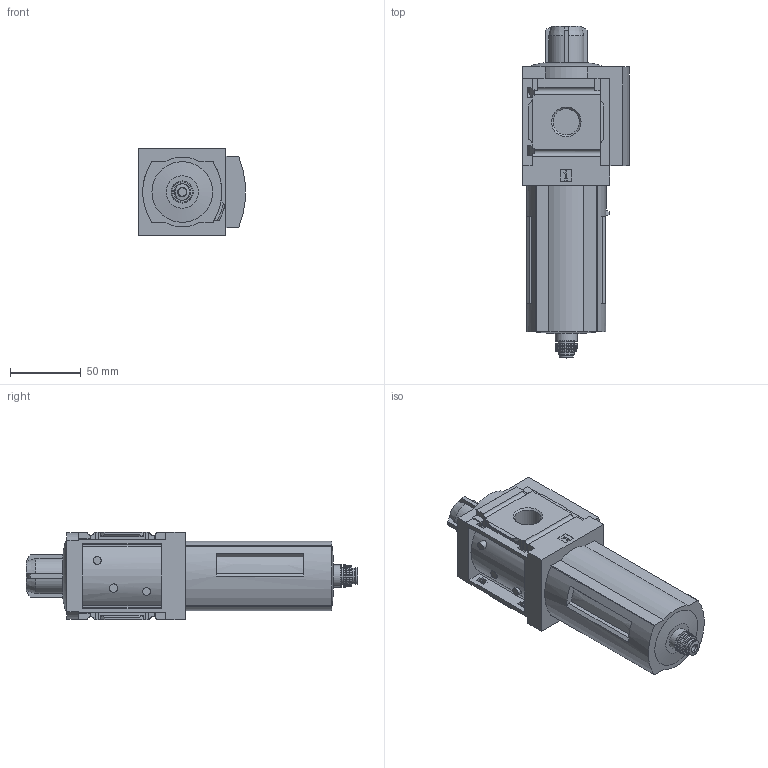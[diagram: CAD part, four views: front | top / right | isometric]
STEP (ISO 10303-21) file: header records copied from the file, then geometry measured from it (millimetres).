
FILE_DESCRIPTION(/* description */ ('STEP AP214'),/* implementation_level */ '2;1');
FILE_NAME(/* name */ '536877_MS6-LFM-1_2-ARV-DA',/* time_stamp */ '2024-09-10T16:45:50+02:00',/* author */ ('License CC BY-ND 4.0'),/* organization */ ('CADENAS'),/* preprocessor_version */ 'ST-DEVELOPER v19.3',/* originating_system */ 'PARTsolutions',/* authorisation */ ' ');
FILE_SCHEMA (('AUTOMOTIVE_DESIGN {1 0 10303 214 3 1 1}'));
Length unit declared in the file: millimetre
Products named in the file (3): 536877 MS6-LFM-1/2-ARV-DA; 527670 MS6-LFM-1/2-ARV-DA0D; KOND MS6-1-3
Assembly tree (2 placements, depth 2):
  536877 MS6-LFM-1/2-ARV-DA
    527670 MS6-LFM-1/2-ARV-DA0D
    KOND MS6-1-3
Bounding box: 75.8 x 235.36 x 62 mm (x, y, z)
Volume: 583229 mm3; surface area: 60933.7 mm2
Topology: 2 solids, 2 shells, 287 faces, 764 edges, 501 vertices
Faces by surface type: plane 193, cylinder 60, torus 22, cone 11, sphere 1
Full cylindrical faces by diameter (mm): 5.5 x2, 6 x1, 11 x1, 11.4 x1, 11.6 x1, 11.8 x1, 15.8 x1, 18.631 x2
Entity records: 10804 total; most frequent: CARTESIAN_POINT 1691, ORIENTED_EDGE 1444, DIRECTION 1420, EDGE_CURVE 722, LINE 500, VECTOR 500, VERTEX_POINT 495, AXIS2_PLACEMENT_3D 460
